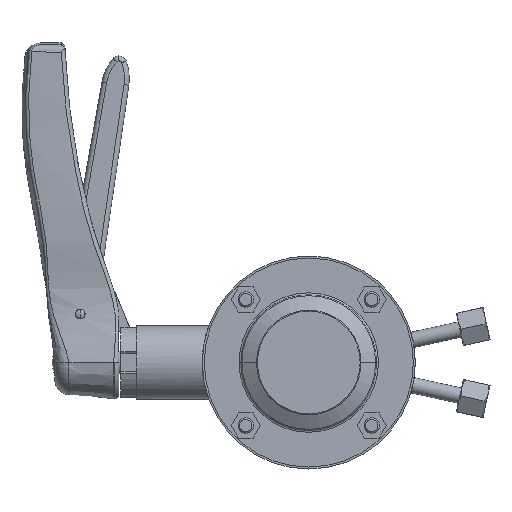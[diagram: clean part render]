
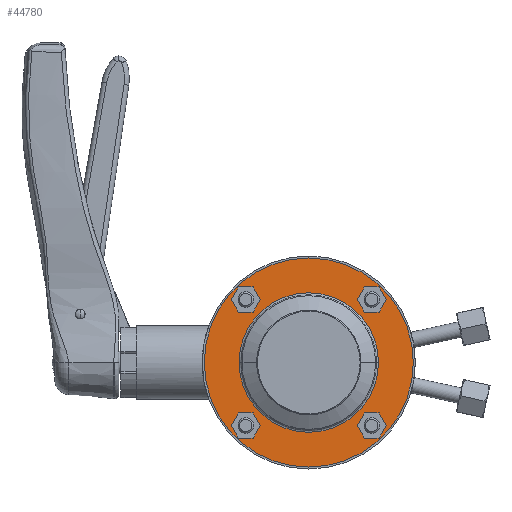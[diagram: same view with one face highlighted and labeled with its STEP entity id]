
A CAD part, left-side view. The second image highlights one B-rep face of the part: STEP entity #44780.
In plain terms, the highlighted planar face has unit normal (-1, 0, 0).
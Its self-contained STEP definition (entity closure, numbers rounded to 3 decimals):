
#42220=CARTESIAN_POINT('',(2925.671,-947.817,
0.));
#42230=VERTEX_POINT('',#42220);
#42320=CARTESIAN_POINT('',(2925.671,-839.867,
0.));
#42330=VERTEX_POINT('',#42320);
#42360=CARTESIAN_POINT('',(2925.671,-893.842,
0.));
#42370=DIRECTION('',(1.,0.,0.));
#42380=DIRECTION('',(0.,1.,0.));
#42390=AXIS2_PLACEMENT_3D('',#42360,#42370,#42380);
#42400=CIRCLE('',#42390,53.975);
#42410=EDGE_CURVE('',#42230,#42330,#42400,.T.);
#42530=CARTESIAN_POINT('',(2925.671,-848.854,
0.));
#42540=DIRECTION('',(-1.,0.,0.));
#42550=DIRECTION('',(0.,1.,0.));
#42560=AXIS2_PLACEMENT_3D('',#42530,#42540,#42550);
#42570=PLANE('',#42560);
#42580=CARTESIAN_POINT('',(2925.671,-893.842,
0.));
#42590=DIRECTION('',(1.,0.,0.));
#42600=DIRECTION('',(0.,1.,0.));
#42610=AXIS2_PLACEMENT_3D('',#42580,#42590,#42600);
#42620=CIRCLE('',#42610,36.);
#42630=CARTESIAN_POINT('',(2925.671,-857.842,
0.));
#42640=VERTEX_POINT('',#42630);
#42650=CARTESIAN_POINT('',(2925.671,-929.842,
0.));
#42660=VERTEX_POINT('',#42650);
#42670=EDGE_CURVE('',#42640,#42660,#42620,.T.);
#42680=ORIENTED_EDGE('',*,*,#42670,.T.);
#42690=EDGE_CURVE('',#42660,#42640,#42620,.T.);
#42700=ORIENTED_EDGE('',*,*,#42690,.T.);
#42710=EDGE_LOOP('',(#42700,#42680));
#42720=FACE_BOUND('',#42710,.T.);
#42730=EDGE_CURVE('',#42330,#42230,#42400,.T.);
#42740=ORIENTED_EDGE('',*,*,#42730,.F.);
#42750=ORIENTED_EDGE('',*,*,#42410,.F.);
#42760=EDGE_LOOP('',(#42750,#42740));
#42770=FACE_OUTER_BOUND('',#42760,.T.);
#42780=CARTESIAN_POINT('',(2925.671,-835.03,0.));
#42790=DIRECTION('',(0.,-0.5,0.866));
#42800=VECTOR('',#42790,1.);
#42810=LINE('',#42780,#42800);
#42820=CARTESIAN_POINT('',(2925.671,-853.809,
32.527));
#42830=VERTEX_POINT('',#42820);
#42840=CARTESIAN_POINT('',(2925.671,-857.562,
39.027));
#42850=VERTEX_POINT('',#42840);
#42860=EDGE_CURVE('',#42830,#42850,#42810,.T.);
#42870=ORIENTED_EDGE('',*,*,#42860,.T.);
#42880=CARTESIAN_POINT('',(2925.671,-872.589,0.));
#42890=DIRECTION('',(0.,0.5,0.866));
#42900=VECTOR('',#42890,1.);
#42910=LINE('',#42880,#42900);
#42920=CARTESIAN_POINT('',(2925.671,-857.562,
26.027));
#42930=VERTEX_POINT('',#42920);
#42940=EDGE_CURVE('',#42930,#42830,#42910,.T.);
#42950=ORIENTED_EDGE('',*,*,#42940,.T.);
#42960=CARTESIAN_POINT('',(2925.671,0.,26.027));
#42970=DIRECTION('',(0.,1.,0.));
#42980=VECTOR('',#42970,1.);
#42990=LINE('',#42960,#42980);
#43000=CARTESIAN_POINT('',(2925.671,-865.067,
26.027));
#43010=VERTEX_POINT('',#43000);
#43020=EDGE_CURVE('',#43010,#42930,#42990,.T.);
#43030=ORIENTED_EDGE('',*,*,#43020,.T.);
#43040=CARTESIAN_POINT('',(2925.671,-850.041,0.));
#43050=DIRECTION('',(0.,0.5,-0.866));
#43060=VECTOR('',#43050,1.);
#43070=LINE('',#43040,#43060);
#43080=CARTESIAN_POINT('',(2925.671,-868.82,
32.527));
#43090=VERTEX_POINT('',#43080);
#43100=EDGE_CURVE('',#43090,#43010,#43070,.T.);
#43110=ORIENTED_EDGE('',*,*,#43100,.T.);
#43120=CARTESIAN_POINT('',(2925.671,-887.6,0.));
#43130=DIRECTION('',(0.,-0.5,-0.866));
#43140=VECTOR('',#43130,1.);
#43150=LINE('',#43120,#43140);
#43160=CARTESIAN_POINT('',(2925.671,-865.067,
39.027));
#43170=VERTEX_POINT('',#43160);
#43180=EDGE_CURVE('',#43170,#43090,#43150,.T.);
#43190=ORIENTED_EDGE('',*,*,#43180,.T.);
#43200=CARTESIAN_POINT('',(2925.671,0.,39.027));
#43210=DIRECTION('',(0.,-1.,0.));
#43220=VECTOR('',#43210,1.);
#43230=LINE('',#43200,#43220);
#43240=EDGE_CURVE('',#42850,#43170,#43230,.T.);
#43250=ORIENTED_EDGE('',*,*,#43240,.T.);
#43260=EDGE_LOOP('',(#43250,#43190,#43110,#43030,#42950,#42870));
#43270=FACE_BOUND('',#43260,.T.);
#43280=CARTESIAN_POINT('',(2925.671,0.,-26.027));
#43290=DIRECTION('',(0.,-1.,0.));
#43300=VECTOR('',#43290,1.);
#43310=LINE('',#43280,#43300);
#43320=CARTESIAN_POINT('',(2925.671,-857.562,
-26.027));
#43330=VERTEX_POINT('',#43320);
#43340=CARTESIAN_POINT('',(2925.671,-865.067,
-26.027));
#43350=VERTEX_POINT('',#43340);
#43360=EDGE_CURVE('',#43330,#43350,#43310,.T.);
#43370=ORIENTED_EDGE('',*,*,#43360,.T.);
#43380=CARTESIAN_POINT('',(2925.671,-872.589,0.));
#43390=DIRECTION('',(0.,-0.5,0.866));
#43400=VECTOR('',#43390,1.);
#43410=LINE('',#43380,#43400);
#43420=CARTESIAN_POINT('',(2925.671,-853.809,
-32.527));
#43430=VERTEX_POINT('',#43420);
#43440=EDGE_CURVE('',#43430,#43330,#43410,.T.);
#43450=ORIENTED_EDGE('',*,*,#43440,.T.);
#43460=CARTESIAN_POINT('',(2925.671,-835.03,0.));
#43470=DIRECTION('',(0.,0.5,0.866));
#43480=VECTOR('',#43470,1.);
#43490=LINE('',#43460,#43480);
#43500=CARTESIAN_POINT('',(2925.671,-857.562,
-39.027));
#43510=VERTEX_POINT('',#43500);
#43520=EDGE_CURVE('',#43510,#43430,#43490,.T.);
#43530=ORIENTED_EDGE('',*,*,#43520,.T.);
#43540=CARTESIAN_POINT('',(2925.671,0.,-39.027));
#43550=DIRECTION('',(0.,1.,0.));
#43560=VECTOR('',#43550,1.);
#43570=LINE('',#43540,#43560);
#43580=CARTESIAN_POINT('',(2925.671,-865.067,
-39.027));
#43590=VERTEX_POINT('',#43580);
#43600=EDGE_CURVE('',#43590,#43510,#43570,.T.);
#43610=ORIENTED_EDGE('',*,*,#43600,.T.);
#43620=CARTESIAN_POINT('',(2925.671,-887.6,0.));
#43630=DIRECTION('',(0.,0.5,-0.866));
#43640=VECTOR('',#43630,1.);
#43650=LINE('',#43620,#43640);
#43660=CARTESIAN_POINT('',(2925.671,-868.82,
-32.527));
#43670=VERTEX_POINT('',#43660);
#43680=EDGE_CURVE('',#43670,#43590,#43650,.T.);
#43690=ORIENTED_EDGE('',*,*,#43680,.T.);
#43700=CARTESIAN_POINT('',(2925.671,-850.041,0.));
#43710=DIRECTION('',(0.,-0.5,-0.866));
#43720=VECTOR('',#43710,1.);
#43730=LINE('',#43700,#43720);
#43740=EDGE_CURVE('',#43350,#43670,#43730,.T.);
#43750=ORIENTED_EDGE('',*,*,#43740,.T.);
#43760=EDGE_LOOP('',(#43750,#43690,#43610,#43530,#43450,#43370));
#43770=FACE_BOUND('',#43760,.T.);
#43780=CARTESIAN_POINT('',(2925.671,0.,-26.027));
#43790=DIRECTION('',(0.,-1.,0.));
#43800=VECTOR('',#43790,1.);
#43810=LINE('',#43780,#43800);
#43820=CARTESIAN_POINT('',(2925.671,-922.616,
-26.027));
#43830=VERTEX_POINT('',#43820);
#43840=CARTESIAN_POINT('',(2925.671,-930.121,
-26.027));
#43850=VERTEX_POINT('',#43840);
#43860=EDGE_CURVE('',#43830,#43850,#43810,.T.);
#43870=ORIENTED_EDGE('',*,*,#43860,.T.);
#43880=CARTESIAN_POINT('',(2925.671,-937.642,0.));
#43890=DIRECTION('',(0.,-0.5,0.866));
#43900=VECTOR('',#43890,1.);
#43910=LINE('',#43880,#43900);
#43920=CARTESIAN_POINT('',(2925.671,-918.863,
-32.527));
#43930=VERTEX_POINT('',#43920);
#43940=EDGE_CURVE('',#43930,#43830,#43910,.T.);
#43950=ORIENTED_EDGE('',*,*,#43940,.T.);
#43960=CARTESIAN_POINT('',(2925.671,-900.084,0.));
#43970=DIRECTION('',(0.,0.5,0.866));
#43980=VECTOR('',#43970,1.);
#43990=LINE('',#43960,#43980);
#44000=CARTESIAN_POINT('',(2925.671,-922.616,
-39.027));
#44010=VERTEX_POINT('',#44000);
#44020=EDGE_CURVE('',#44010,#43930,#43990,.T.);
#44030=ORIENTED_EDGE('',*,*,#44020,.T.);
#44040=CARTESIAN_POINT('',(2925.671,0.,-39.027));
#44050=DIRECTION('',(0.,1.,0.));
#44060=VECTOR('',#44050,1.);
#44070=LINE('',#44040,#44060);
#44080=CARTESIAN_POINT('',(2925.671,-930.121,
-39.027));
#44090=VERTEX_POINT('',#44080);
#44100=EDGE_CURVE('',#44090,#44010,#44070,.T.);
#44110=ORIENTED_EDGE('',*,*,#44100,.T.);
#44120=CARTESIAN_POINT('',(2925.671,-952.653,0.));
#44130=DIRECTION('',(0.,0.5,-0.866));
#44140=VECTOR('',#44130,1.);
#44150=LINE('',#44120,#44140);
#44160=CARTESIAN_POINT('',(2925.671,-933.874,
-32.527));
#44170=VERTEX_POINT('',#44160);
#44180=EDGE_CURVE('',#44170,#44090,#44150,.T.);
#44190=ORIENTED_EDGE('',*,*,#44180,.T.);
#44200=CARTESIAN_POINT('',(2925.671,-915.095,0.));
#44210=DIRECTION('',(0.,-0.5,-0.866));
#44220=VECTOR('',#44210,1.);
#44230=LINE('',#44200,#44220);
#44240=EDGE_CURVE('',#43850,#44170,#44230,.T.);
#44250=ORIENTED_EDGE('',*,*,#44240,.T.);
#44260=EDGE_LOOP('',(#44250,#44190,#44110,#44030,#43950,#43870));
#44270=FACE_BOUND('',#44260,.T.);
#44280=CARTESIAN_POINT('',(2925.671,-915.095,0.));
#44290=DIRECTION('',(0.,0.5,-0.866));
#44300=VECTOR('',#44290,1.);
#44310=LINE('',#44280,#44300);
#44320=CARTESIAN_POINT('',(2925.671,-933.874,
32.527));
#44330=VERTEX_POINT('',#44320);
#44340=CARTESIAN_POINT('',(2925.671,-930.121,
26.027));
#44350=VERTEX_POINT('',#44340);
#44360=EDGE_CURVE('',#44330,#44350,#44310,.T.);
#44370=ORIENTED_EDGE('',*,*,#44360,.T.);
#44380=CARTESIAN_POINT('',(2925.671,-952.653,0.));
#44390=DIRECTION('',(0.,-0.5,-0.866));
#44400=VECTOR('',#44390,1.);
#44410=LINE('',#44380,#44400);
#44420=CARTESIAN_POINT('',(2925.671,-930.121,
39.027));
#44430=VERTEX_POINT('',#44420);
#44440=EDGE_CURVE('',#44430,#44330,#44410,.T.);
#44450=ORIENTED_EDGE('',*,*,#44440,.T.);
#44460=CARTESIAN_POINT('',(2925.671,0.,39.027));
#44470=DIRECTION('',(0.,-1.,0.));
#44480=VECTOR('',#44470,1.);
#44490=LINE('',#44460,#44480);
#44500=CARTESIAN_POINT('',(2925.671,-922.616,
39.027));
#44510=VERTEX_POINT('',#44500);
#44520=EDGE_CURVE('',#44510,#44430,#44490,.T.);
#44530=ORIENTED_EDGE('',*,*,#44520,.T.);
#44540=CARTESIAN_POINT('',(2925.671,-900.084,0.));
#44550=DIRECTION('',(0.,-0.5,0.866));
#44560=VECTOR('',#44550,1.);
#44570=LINE('',#44540,#44560);
#44580=CARTESIAN_POINT('',(2925.671,-918.863,
32.527));
#44590=VERTEX_POINT('',#44580);
#44600=EDGE_CURVE('',#44590,#44510,#44570,.T.);
#44610=ORIENTED_EDGE('',*,*,#44600,.T.);
#44620=CARTESIAN_POINT('',(2925.671,-937.642,0.));
#44630=DIRECTION('',(0.,0.5,0.866));
#44640=VECTOR('',#44630,1.);
#44650=LINE('',#44620,#44640);
#44660=CARTESIAN_POINT('',(2925.671,-922.616,
26.027));
#44670=VERTEX_POINT('',#44660);
#44680=EDGE_CURVE('',#44670,#44590,#44650,.T.);
#44690=ORIENTED_EDGE('',*,*,#44680,.T.);
#44700=CARTESIAN_POINT('',(2925.671,0.,26.027));
#44710=DIRECTION('',(0.,1.,0.));
#44720=VECTOR('',#44710,1.);
#44730=LINE('',#44700,#44720);
#44740=EDGE_CURVE('',#44350,#44670,#44730,.T.);
#44750=ORIENTED_EDGE('',*,*,#44740,.T.);
#44760=EDGE_LOOP('',(#44750,#44690,#44610,#44530,#44450,#44370));
#44770=FACE_BOUND('',#44760,.T.);
#44780=ADVANCED_FACE('',(#42720,#42770,#43270,#43770,#44270,#44770),
#42570,.T.);
